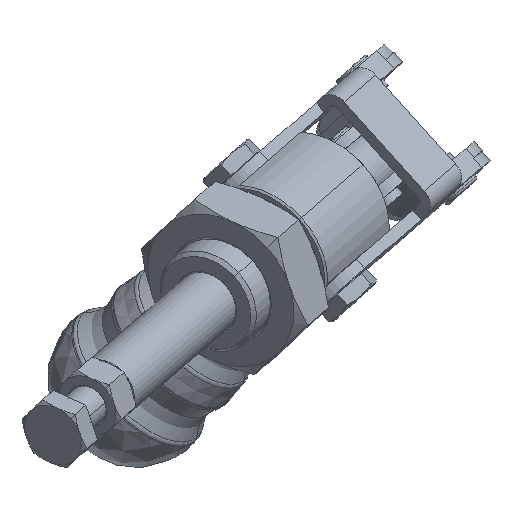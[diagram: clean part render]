
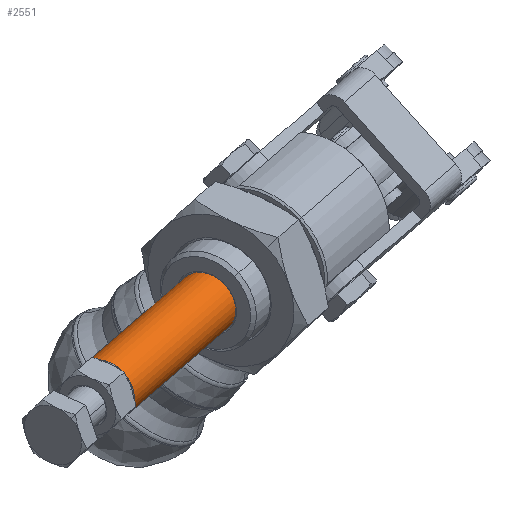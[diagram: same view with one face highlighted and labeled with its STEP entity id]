
A CAD part, left-side view. The second image highlights one B-rep face of the part: STEP entity #2551.
In plain terms, the highlighted cylindrical face has radius 8 mm (diameter 16 mm), a partial arc.
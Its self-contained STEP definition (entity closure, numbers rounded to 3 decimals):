
#2501=CARTESIAN_POINT('',(81.036,5.213,17.898));
#2502=DIRECTION('',(-0.744,0.506,-0.436));
#2503=DIRECTION('',(-0.019,-0.669,-0.743));
#2504=AXIS2_PLACEMENT_3D('',#2501,#2502,#2503);
#2505=CYLINDRICAL_SURFACE('',#2504,8.);
#2506=CARTESIAN_POINT('',(19.096,41.837,-24.235));
#2507=VERTEX_POINT('',#2506);
#2508=CARTESIAN_POINT('',(-17.009,66.364,-45.38));
#2509=VERTEX_POINT('',#2508);
#2510=CARTESIAN_POINT('',(19.096,41.837,-24.235));
#2511=DIRECTION('',(-0.744,0.506,-0.436));
#2512=VECTOR('',#2511,48.5);
#2513=LINE('',#2510,#2512);
#2514=EDGE_CURVE('',#2507,#2509,#2513,.T.);
#2515=ORIENTED_EDGE('',*,*,#2514,.F.);
#2516=CARTESIAN_POINT('',(13.909,42.828,-14.229));
#2517=VERTEX_POINT('',#2516);
#2518=CARTESIAN_POINT('',(19.249,47.187,-18.289));
#2519=DIRECTION('',(0.744,-0.506,0.436));
#2520=DIRECTION('',(-0.667,-0.545,0.508));
#2521=AXIS2_PLACEMENT_3D('',#2518,#2519,#2520);
#2522=CIRCLE('',#2521,8.);
#2523=EDGE_CURVE('',#2517,#2507,#2522,.T.);
#2524=ORIENTED_EDGE('',*,*,#2523,.F.);
#2525=CARTESIAN_POINT('',(19.402,52.538,-12.344));
#2526=VERTEX_POINT('',#2525);
#2527=CARTESIAN_POINT('',(19.249,47.187,-18.289));
#2528=DIRECTION('',(0.744,-0.506,0.436));
#2529=DIRECTION('',(-0.667,-0.545,0.508));
#2530=AXIS2_PLACEMENT_3D('',#2527,#2528,#2529);
#2531=CIRCLE('',#2530,8.);
#2532=EDGE_CURVE('',#2526,#2517,#2531,.T.);
#2533=ORIENTED_EDGE('',*,*,#2532,.F.);
#2534=CARTESIAN_POINT('',(-16.703,77.065,-33.489));
#2535=VERTEX_POINT('',#2534);
#2536=CARTESIAN_POINT('',(-16.703,77.065,-33.489));
#2537=DIRECTION('',(0.744,-0.506,0.436));
#2538=VECTOR('',#2537,48.5);
#2539=LINE('',#2536,#2538);
#2540=EDGE_CURVE('',#2535,#2526,#2539,.T.);
#2541=ORIENTED_EDGE('',*,*,#2540,.F.);
#2542=CARTESIAN_POINT('',(-16.856,71.715,-39.435));
#2543=DIRECTION('',(-0.744,0.506,-0.436));
#2544=DIRECTION('',(-0.019,-0.669,-0.743));
#2545=AXIS2_PLACEMENT_3D('',#2542,#2543,#2544);
#2546=CIRCLE('',#2545,8.);
#2547=EDGE_CURVE('',#2509,#2535,#2546,.T.);
#2548=ORIENTED_EDGE('',*,*,#2547,.F.);
#2549=EDGE_LOOP('',(#2515,#2524,#2533,#2541,#2548));
#2550=FACE_OUTER_BOUND('',#2549,.T.);
#2551=ADVANCED_FACE('',(#2550),#2505,.T.);
